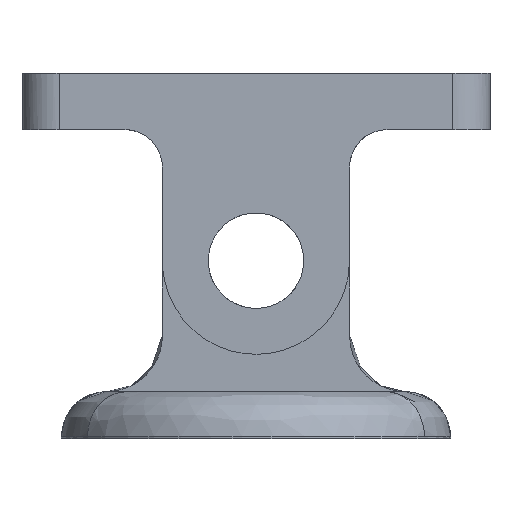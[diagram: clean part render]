
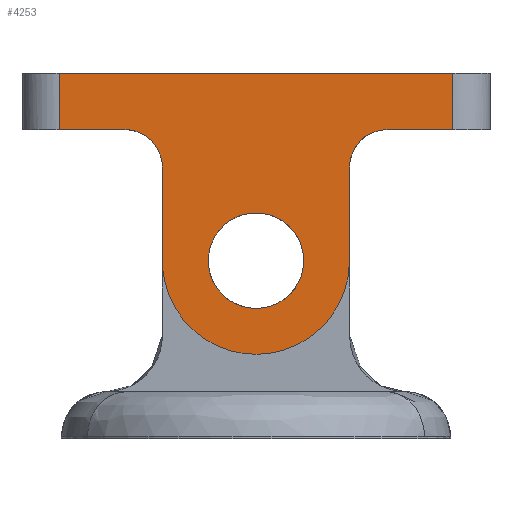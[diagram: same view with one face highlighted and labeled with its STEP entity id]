
A CAD part, left-side view. The second image highlights one B-rep face of the part: STEP entity #4253.
In plain terms, the highlighted free-form (B-spline) face has degree [1, 1] with [2, 2] control points.
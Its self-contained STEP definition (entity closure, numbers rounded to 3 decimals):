
#3733 = VERTEX_POINT('',#3734);
#3734 = CARTESIAN_POINT('',(-11.838,8.287,
    19.533));
#3741 = EDGE_CURVE('',#3742,#3733,#3744,.T.);
#3742 = VERTEX_POINT('',#3743);
#3743 = CARTESIAN_POINT('',(-11.838,5.919,
    17.166));
#3744 = ( BOUNDED_CURVE() B_SPLINE_CURVE(2,(#3745,#3746,#3747),
.UNSPECIFIED.,.F.,.F.) B_SPLINE_CURVE_WITH_KNOTS((3,3),(5.498,
7.069),.PIECEWISE_BEZIER_KNOTS.) CURVE() 
GEOMETRIC_REPRESENTATION_ITEM() RATIONAL_B_SPLINE_CURVE((1.,
0.707,1.)) REPRESENTATION_ITEM('') );
#3745 = CARTESIAN_POINT('',(-11.838,5.919,
    17.166));
#3746 = CARTESIAN_POINT('',(-11.838,5.919,
    19.533));
#3747 = CARTESIAN_POINT('',(-11.838,8.287,
    19.533));
#3781 = VERTEX_POINT('',#3782);
#3782 = CARTESIAN_POINT('',(-11.838,5.919,
    11.246));
#3787 = EDGE_CURVE('',#3781,#3742,#3788,.T.);
#3788 = B_SPLINE_CURVE_WITH_KNOTS('',1,(#3789,#3790),.UNSPECIFIED.,.F.,
  .F.,(2,2),(0.,5.),.PIECEWISE_BEZIER_KNOTS.);
#3789 = CARTESIAN_POINT('',(-11.838,5.919,
    11.246));
#3790 = CARTESIAN_POINT('',(-11.838,5.919,
    17.166));
#3841 = EDGE_CURVE('',#3842,#3733,#3844,.T.);
#3842 = VERTEX_POINT('',#3843);
#3843 = CARTESIAN_POINT('',(-11.838,12.43,
    19.533));
#3844 = B_SPLINE_CURVE_WITH_KNOTS('',1,(#3845,#3846),.UNSPECIFIED.,.F.,
  .F.,(2,2),(2.,5.5),.PIECEWISE_BEZIER_KNOTS.);
#3845 = CARTESIAN_POINT('',(-11.838,12.43,
    19.533));
#3846 = CARTESIAN_POINT('',(-11.838,8.287,
    19.533));
#3914 = VERTEX_POINT('',#3915);
#3915 = CARTESIAN_POINT('',(-11.838,-12.43,
    19.533));
#3921 = EDGE_CURVE('',#3922,#3914,#3924,.T.);
#3922 = VERTEX_POINT('',#3923);
#3923 = CARTESIAN_POINT('',(-11.838,-8.287,
    19.533));
#3924 = B_SPLINE_CURVE_WITH_KNOTS('',1,(#3925,#3926),.UNSPECIFIED.,.F.,
  .F.,(2,2),(19.5,23.),.PIECEWISE_BEZIER_KNOTS.);
#3925 = CARTESIAN_POINT('',(-11.838,-8.287,
    19.533));
#3926 = CARTESIAN_POINT('',(-11.838,-12.43,
    19.533));
#3977 = VERTEX_POINT('',#3978);
#3978 = CARTESIAN_POINT('',(-11.838,-5.919,
    17.166));
#3985 = EDGE_CURVE('',#3922,#3977,#3986,.T.);
#3986 = ( BOUNDED_CURVE() B_SPLINE_CURVE(2,(#3987,#3988,#3989),
.UNSPECIFIED.,.F.,.F.) B_SPLINE_CURVE_WITH_KNOTS((3,3),(5.498,
7.069),.PIECEWISE_BEZIER_KNOTS.) CURVE() 
GEOMETRIC_REPRESENTATION_ITEM() RATIONAL_B_SPLINE_CURVE((1.,
0.707,1.)) REPRESENTATION_ITEM('') );
#3987 = CARTESIAN_POINT('',(-11.838,-8.287,
    19.533));
#3988 = CARTESIAN_POINT('',(-11.838,-5.919,
    19.533));
#3989 = CARTESIAN_POINT('',(-11.838,-5.919,
    17.166));
#4163 = VERTEX_POINT('',#4164);
#4164 = CARTESIAN_POINT('',(-11.838,12.43,
    23.085));
#4170 = EDGE_CURVE('',#4163,#4171,#4173,.T.);
#4171 = VERTEX_POINT('',#4172);
#4172 = CARTESIAN_POINT('',(-11.838,-12.43,
    23.085));
#4173 = B_SPLINE_CURVE_WITH_KNOTS('',1,(#4174,#4175),.UNSPECIFIED.,.F.,
  .F.,(2,2),(2.,23.),.PIECEWISE_BEZIER_KNOTS.);
#4174 = CARTESIAN_POINT('',(-11.838,12.43,
    23.085));
#4175 = CARTESIAN_POINT('',(-11.838,-12.43,
    23.085));
#4242 = EDGE_CURVE('',#3842,#4163,#4243,.T.);
#4243 = B_SPLINE_CURVE_WITH_KNOTS('',1,(#4244,#4245),.UNSPECIFIED.,.F.,
  .F.,(2,2),(3.,6.),.PIECEWISE_BEZIER_KNOTS.);
#4244 = CARTESIAN_POINT('',(-11.838,12.43,
    19.533));
#4245 = CARTESIAN_POINT('',(-11.838,12.43,
    23.085));
#4253 = ADVANCED_FACE('',(#4254,#4283),#4297,.F.);
#4254 = FACE_BOUND('',#4255,.T.);
#4255 = EDGE_LOOP('',(#4256,#4257,#4258,#4259,#4260,#4270,#4275,#4276,
    #4277,#4282));
#4256 = ORIENTED_EDGE('',*,*,#4242,.F.);
#4257 = ORIENTED_EDGE('',*,*,#3841,.T.);
#4258 = ORIENTED_EDGE('',*,*,#3741,.F.);
#4259 = ORIENTED_EDGE('',*,*,#3787,.F.);
#4260 = ORIENTED_EDGE('',*,*,#4261,.F.);
#4261 = EDGE_CURVE('',#4262,#3781,#4264,.T.);
#4262 = VERTEX_POINT('',#4263);
#4263 = CARTESIAN_POINT('',(-11.838,-5.919,
    11.246));
#4264 = ( BOUNDED_CURVE() B_SPLINE_CURVE(2,(#4265,#4266,#4267,#4268,
#4269),.UNSPECIFIED.,.F.,.F.) B_SPLINE_CURVE_WITH_KNOTS((3,2,3),(
    3.142,4.712,6.283),
.PIECEWISE_BEZIER_KNOTS.) CURVE() GEOMETRIC_REPRESENTATION_ITEM() 
RATIONAL_B_SPLINE_CURVE((1.,0.707,1.,0.707,1.)) 
REPRESENTATION_ITEM('') );
#4265 = CARTESIAN_POINT('',(-11.838,-5.919,
    11.246));
#4266 = CARTESIAN_POINT('',(-11.838,-5.919,
    5.327));
#4267 = CARTESIAN_POINT('',(-11.838,0.,
    5.327));
#4268 = CARTESIAN_POINT('',(-11.838,5.919,
    5.327));
#4269 = CARTESIAN_POINT('',(-11.838,5.919,
    11.246));
#4270 = ORIENTED_EDGE('',*,*,#4271,.F.);
#4271 = EDGE_CURVE('',#3977,#4262,#4272,.T.);
#4272 = B_SPLINE_CURVE_WITH_KNOTS('',1,(#4273,#4274),.UNSPECIFIED.,.F.,
  .F.,(2,2),(2.,7.),.PIECEWISE_BEZIER_KNOTS.);
#4273 = CARTESIAN_POINT('',(-11.838,-5.919,
    17.166));
#4274 = CARTESIAN_POINT('',(-11.838,-5.919,
    11.246));
#4275 = ORIENTED_EDGE('',*,*,#3985,.F.);
#4276 = ORIENTED_EDGE('',*,*,#3921,.T.);
#4277 = ORIENTED_EDGE('',*,*,#4278,.F.);
#4278 = EDGE_CURVE('',#4171,#3914,#4279,.T.);
#4279 = B_SPLINE_CURVE_WITH_KNOTS('',1,(#4280,#4281),.UNSPECIFIED.,.F.,
  .F.,(2,2),(-6.,-3.),.PIECEWISE_BEZIER_KNOTS.);
#4280 = CARTESIAN_POINT('',(-11.838,-12.43,
    23.085));
#4281 = CARTESIAN_POINT('',(-11.838,-12.43,
    19.533));
#4282 = ORIENTED_EDGE('',*,*,#4170,.F.);
#4283 = FACE_BOUND('',#4284,.T.);
#4284 = EDGE_LOOP('',(#4285));
#4285 = ORIENTED_EDGE('',*,*,#4286,.F.);
#4286 = EDGE_CURVE('',#4287,#4287,#4289,.T.);
#4287 = VERTEX_POINT('',#4288);
#4288 = CARTESIAN_POINT('',(-11.838,-3.019,
    11.246));
#4289 = ( BOUNDED_CURVE() B_SPLINE_CURVE(2,(#4290,#4291,#4292,#4293,
#4294,#4295,#4296),.UNSPECIFIED.,.T.,.F.) B_SPLINE_CURVE_WITH_KNOTS((3,2
    ,2,3),(3.142,5.236,7.33,9.425),
.PIECEWISE_BEZIER_KNOTS.) CURVE() GEOMETRIC_REPRESENTATION_ITEM() 
RATIONAL_B_SPLINE_CURVE((1.,0.5,1.,0.5,1.,0.5,1.)) REPRESENTATION_ITEM(
  '') );
#4290 = CARTESIAN_POINT('',(-11.838,-3.019,
    11.246));
#4291 = CARTESIAN_POINT('',(-11.838,-3.019,
    16.475));
#4292 = CARTESIAN_POINT('',(-11.838,1.509,
    13.861));
#4293 = CARTESIAN_POINT('',(-11.838,6.038,
    11.246));
#4294 = CARTESIAN_POINT('',(-11.838,1.509,
    8.632));
#4295 = CARTESIAN_POINT('',(-11.838,-3.019,
    6.018));
#4296 = CARTESIAN_POINT('',(-11.838,-3.019,
    11.246));
#4297 = B_SPLINE_SURFACE_WITH_KNOTS('',1,1,(
    (#4298,#4299)
    ,(#4300,#4301
    )),.UNSPECIFIED.,.F.,.F.,.F.,(2,2),(2,2),(-10.5,10.5),(-6.,9.),
  .PIECEWISE_BEZIER_KNOTS.);
#4298 = CARTESIAN_POINT('',(-11.838,-12.43,
    5.327));
#4299 = CARTESIAN_POINT('',(-11.838,-12.43,
    23.085));
#4300 = CARTESIAN_POINT('',(-11.838,12.43,
    5.327));
#4301 = CARTESIAN_POINT('',(-11.838,12.43,
    23.085));
